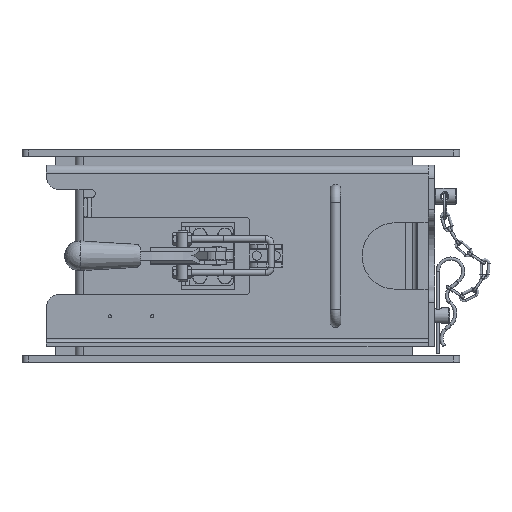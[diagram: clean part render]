
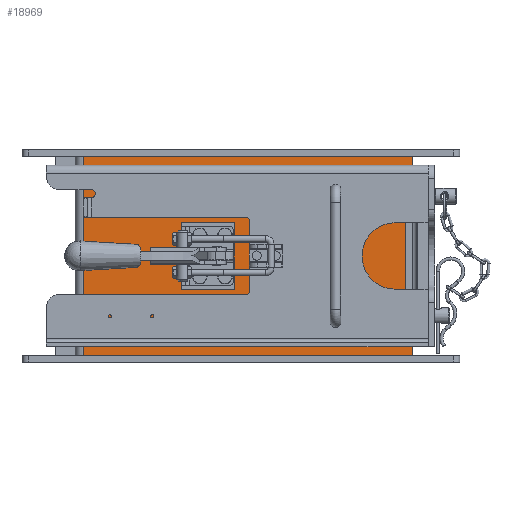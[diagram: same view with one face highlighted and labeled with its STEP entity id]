
A CAD part, left-side view. The second image highlights one B-rep face of the part: STEP entity #18969.
In plain terms, the highlighted planar face has unit normal (-1, 0, 0).
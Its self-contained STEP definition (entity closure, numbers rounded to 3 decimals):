
#465=LINE('',#29598,#1472);
#469=LINE('',#29605,#1476);
#472=LINE('',#29611,#1479);
#474=LINE('',#29614,#1481);
#495=LINE('',#29679,#1502);
#504=LINE('',#29711,#1511);
#515=LINE('',#29744,#1522);
#518=LINE('',#29753,#1525);
#521=LINE('',#29759,#1528);
#550=LINE('',#29835,#1557);
#559=LINE('',#29897,#1566);
#560=LINE('',#29898,#1567);
#1472=VECTOR('',#23605,10.);
#1476=VECTOR('',#23611,10.);
#1479=VECTOR('',#23616,10.);
#1481=VECTOR('',#23620,10.);
#1502=VECTOR('',#23677,10.);
#1511=VECTOR('',#23704,10.);
#1522=VECTOR('',#23731,10.);
#1525=VECTOR('',#23738,10.);
#1528=VECTOR('',#23747,10.);
#1557=VECTOR('',#23830,10.);
#1566=VECTOR('',#23899,10.);
#1567=VECTOR('',#23900,10.);
#3121=PLANE('',#20532);
#3576=FACE_BOUND('',#5718,.T.);
#3577=FACE_BOUND('',#5719,.T.);
#4386=FACE_OUTER_BOUND('',#5717,.T.);
#5717=EDGE_LOOP('',(#13754,#13755,#13756,#13757,#13758,#13759,#13760,#13761));
#5718=EDGE_LOOP('',(#13762,#13763,#13764,#13765));
#5719=EDGE_LOOP('',(#13766));
#7282=CIRCLE('',#20430,5.);
#8513=VERTEX_POINT('',#29588);
#8516=VERTEX_POINT('',#29595);
#8517=VERTEX_POINT('',#29597);
#8519=VERTEX_POINT('',#29603);
#8521=VERTEX_POINT('',#29609);
#8546=VERTEX_POINT('',#29677);
#8547=VERTEX_POINT('',#29678);
#8561=VERTEX_POINT('',#29709);
#8565=VERTEX_POINT('',#29722);
#8575=VERTEX_POINT('',#29742);
#8579=VERTEX_POINT('',#29751);
#8599=VERTEX_POINT('',#29834);
#8622=VERTEX_POINT('',#29896);
#10441=EDGE_CURVE('',#8513,#8513,#7282,.T.);
#10444=EDGE_CURVE('',#8517,#8516,#465,.T.);
#10448=EDGE_CURVE('',#8516,#8519,#469,.T.);
#10451=EDGE_CURVE('',#8519,#8521,#472,.T.);
#10453=EDGE_CURVE('',#8521,#8517,#474,.T.);
#10482=EDGE_CURVE('',#8546,#8547,#495,.T.);
#10498=EDGE_CURVE('',#8561,#8546,#504,.T.);
#10514=EDGE_CURVE('',#8561,#8575,#515,.T.);
#10519=EDGE_CURVE('',#8565,#8579,#518,.T.);
#10522=EDGE_CURVE('',#8547,#8579,#521,.T.);
#10560=EDGE_CURVE('',#8565,#8599,#550,.T.);
#10590=EDGE_CURVE('',#8622,#8575,#559,.T.);
#10591=EDGE_CURVE('',#8599,#8622,#560,.T.);
#13754=ORIENTED_EDGE('',*,*,#10560,.F.);
#13755=ORIENTED_EDGE('',*,*,#10519,.T.);
#13756=ORIENTED_EDGE('',*,*,#10522,.F.);
#13757=ORIENTED_EDGE('',*,*,#10482,.F.);
#13758=ORIENTED_EDGE('',*,*,#10498,.F.);
#13759=ORIENTED_EDGE('',*,*,#10514,.T.);
#13760=ORIENTED_EDGE('',*,*,#10590,.F.);
#13761=ORIENTED_EDGE('',*,*,#10591,.F.);
#13762=ORIENTED_EDGE('',*,*,#10444,.T.);
#13763=ORIENTED_EDGE('',*,*,#10448,.T.);
#13764=ORIENTED_EDGE('',*,*,#10451,.T.);
#13765=ORIENTED_EDGE('',*,*,#10453,.T.);
#13766=ORIENTED_EDGE('',*,*,#10441,.T.);
#18969=ADVANCED_FACE('',(#4386,#3576,#3577),#3121,.T.);
#20430=AXIS2_PLACEMENT_3D('',#29589,#23597,#23598);
#20532=AXIS2_PLACEMENT_3D('',#29895,#23897,#23898);
#23597=DIRECTION('center_axis',(1.,0.,0.));
#23598=DIRECTION('ref_axis',(0.,1.,0.));
#23605=DIRECTION('',(0.,0.,1.));
#23611=DIRECTION('',(0.,-1.,0.));
#23616=DIRECTION('',(0.,0.,-1.));
#23620=DIRECTION('',(0.,1.,0.));
#23677=DIRECTION('',(0.,0.,-1.));
#23704=DIRECTION('',(0.,1.,0.));
#23731=DIRECTION('',(0.,0.,1.));
#23738=DIRECTION('',(0.,0.,1.));
#23747=DIRECTION('',(0.,-1.,0.));
#23830=DIRECTION('',(0.,1.,0.));
#23897=DIRECTION('center_axis',(-1.,0.,0.));
#23898=DIRECTION('ref_axis',(0.,0.,1.));
#23899=DIRECTION('',(0.,-1.,0.));
#23900=DIRECTION('',(0.,0.,1.));
#29588=CARTESIAN_POINT('',(-126.,-49.,140.));
#29589=CARTESIAN_POINT('Origin',(-126.,-44.,140.));
#29595=CARTESIAN_POINT('',(-126.,45.,105.));
#29597=CARTESIAN_POINT('',(-126.,45.,55.));
#29598=CARTESIAN_POINT('',(-126.,45.,107.5));
#29603=CARTESIAN_POINT('',(-126.,5.,105.));
#29605=CARTESIAN_POINT('',(-126.,85.,105.));
#29609=CARTESIAN_POINT('',(-126.,5.,55.));
#29611=CARTESIAN_POINT('',(-126.,5.,132.5));
#29614=CARTESIAN_POINT('',(-126.,65.,55.));
#29677=CARTESIAN_POINT('',(-126.,-124.,145.2));
#29678=CARTESIAN_POINT('',(-126.,-124.,14.8));
#29679=CARTESIAN_POINT('',(-126.,-124.,160.));
#29709=CARTESIAN_POINT('',(-126.,-129.,145.2));
#29711=CARTESIAN_POINT('',(-126.,-124.,145.2));
#29722=CARTESIAN_POINT('',(-126.,-129.,5.));
#29742=CARTESIAN_POINT('',(-126.,-129.,155.));
#29744=CARTESIAN_POINT('',(-126.,-129.,145.));
#29751=CARTESIAN_POINT('',(-126.,-129.,14.8));
#29753=CARTESIAN_POINT('',(-126.,-129.,0.));
#29759=CARTESIAN_POINT('',(-126.,-124.,14.8));
#29834=CARTESIAN_POINT('',(-126.,119.,5.));
#29835=CARTESIAN_POINT('',(-126.,-64.5,5.));
#29895=CARTESIAN_POINT('Origin',(-126.,125.,160.));
#29896=CARTESIAN_POINT('',(-126.,119.,155.));
#29897=CARTESIAN_POINT('',(-126.,-62.,155.));
#29898=CARTESIAN_POINT('',(-126.,119.,160.));
